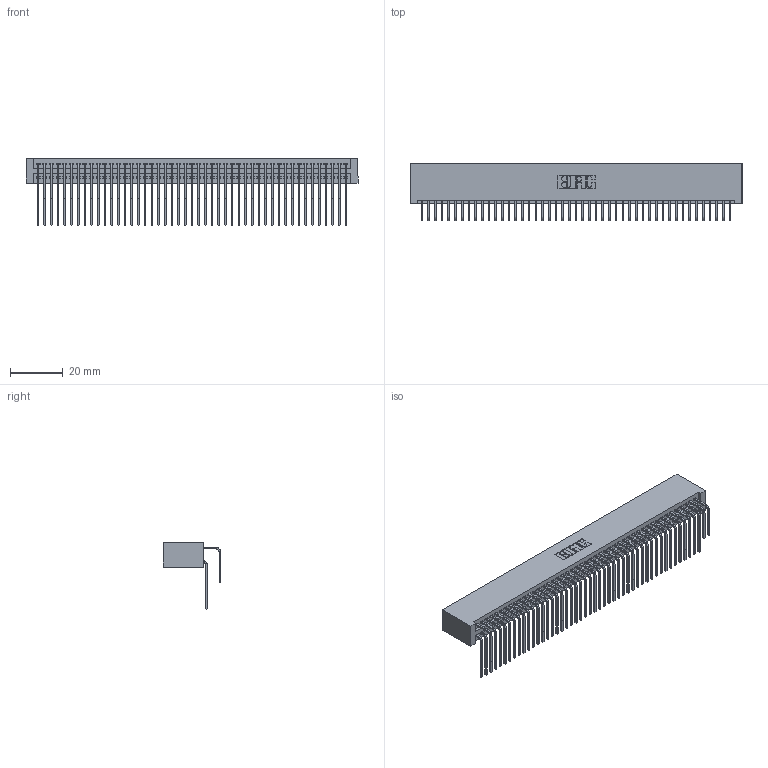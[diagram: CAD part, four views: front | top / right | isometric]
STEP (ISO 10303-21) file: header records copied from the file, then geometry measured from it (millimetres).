
FILE_DESCRIPTION (( 'STEP AP203' ), '1' );
FILE_NAME ('345-094-558-201.STEP', '2018-10-05T02:09:20', ( '' ), ( '' ), 'SwSTEP 2.0', 'SolidWorks 2016', '' );
FILE_SCHEMA (( 'CONFIG_CONTROL_DESIGN' ));
Length unit declared in the file: inch
Products named in the file (4): 345-292-001_558 Tail - 2; 345 Part_No Mounting Lugs; 345-094-558-201; 345-292-001_558 559 Tail - 1
Assembly tree (95 placements, depth 2):
  345-094-558-201
    345 Part_No Mounting Lugs
    345-292-001_558 559 Tail - 1  x47
    345-292-001_558 Tail - 2  x47
Bounding box: 125.98 x 21.83 x 25.53 mm (x, y, z)
Volume: 13442.8 mm3; surface area: 22820.7 mm2
Topology: 95 solids, 95 shells, 5006 faces, 14887 edges, 9798 vertices
Faces by surface type: plane 3366, cylinder 1640
Entity records: 37579 total; most frequent: CARTESIAN_POINT 6339, ORIENTED_EDGE 6222, DIRECTION 5551, EDGE_CURVE 3111, VECTOR 2759, LINE 2759, VERTEX_POINT 2070, AXIS2_PLACEMENT_3D 1396
